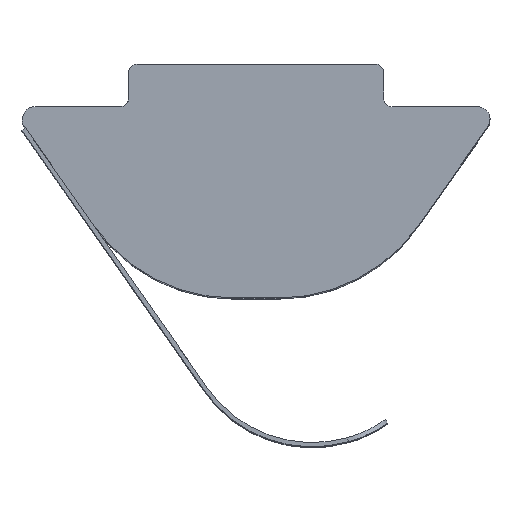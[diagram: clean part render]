
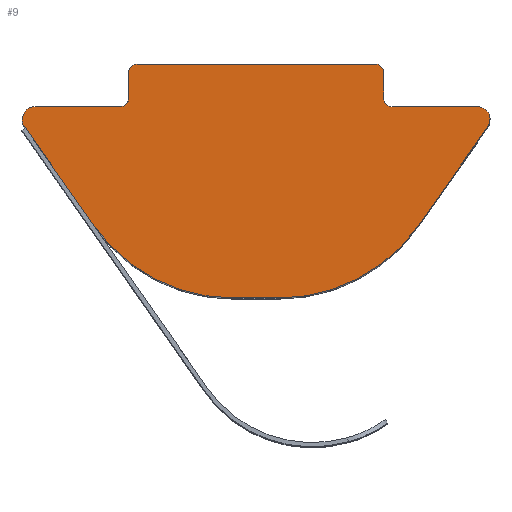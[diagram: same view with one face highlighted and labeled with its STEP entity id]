
A CAD part, top view. The second image highlights one B-rep face of the part: STEP entity #9.
In plain terms, the highlighted planar face has unit normal (0, 0, 1).
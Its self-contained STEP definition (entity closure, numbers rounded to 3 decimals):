
#2 = LINE ( 'NONE', #1602, #1514 ) ;
#8 = ORIENTED_EDGE ( 'NONE', *, *, #1281, .T. ) ;
#9 = ADVANCED_FACE ( 'NONE', ( #665 ), #1601, .T. ) ;
#19 = AXIS2_PLACEMENT_3D ( 'NONE', #1242, #1237, #1234 ) ;
#24 = CARTESIAN_POINT ( 'NONE',  ( -3.2, -1., 8. ) ) ;
#29 = LINE ( 'NONE', #1265, #1541 ) ;
#40 = VERTEX_POINT ( 'NONE', #228 ) ;
#46 = DIRECTION ( 'NONE',  ( 0., -1., 0. ) ) ;
#51 = AXIS2_PLACEMENT_3D ( 'NONE', #579, #1584, #721 ) ;
#78 = AXIS2_PLACEMENT_3D ( 'NONE', #1836, #975, #97 ) ;
#97 = DIRECTION ( 'NONE',  ( 1., 0., 0. ) ) ;
#99 = DIRECTION ( 'NONE',  ( 0., 0., 1. ) ) ;
#114 = VERTEX_POINT ( 'NONE', #1752 ) ;
#126 = VECTOR ( 'NONE', #1118, 1000. ) ;
#143 = CIRCLE ( 'NONE', #272, 0.2 ) ;
#163 = EDGE_CURVE ( 'NONE', #511, #1057, #958, .T. ) ;
#192 = CIRCLE ( 'NONE', #1578, 0.2 ) ;
#196 = VERTEX_POINT ( 'NONE', #1024 ) ;
#228 = CARTESIAN_POINT ( 'NONE',  ( -5.5, -1.3, 8. ) ) ;
#231 = AXIS2_PLACEMENT_3D ( 'NONE', #342, #1363, #491 ) ;
#234 = VECTOR ( 'NONE', #399, 1000. ) ;
#250 = CARTESIAN_POINT ( 'NONE',  ( 3., 0., 8. ) ) ;
#272 = AXIS2_PLACEMENT_3D ( 'NONE', #559, #1563, #700 ) ;
#277 = EDGE_CURVE ( 'NONE', #1389, #1393, #1066, .T. ) ;
#288 = ORIENTED_EDGE ( 'NONE', *, *, #1862, .T. ) ;
#291 = VERTEX_POINT ( 'NONE', #451 ) ;
#304 = AXIS2_PLACEMENT_3D ( 'NONE', #483, #1497, #632 ) ;
#327 = LINE ( 'NONE', #250, #234 ) ;
#342 = CARTESIAN_POINT ( 'NONE',  ( 5.2, -1.3, 8. ) ) ;
#347 = DIRECTION ( 'NONE',  ( -1., 0., 0. ) ) ;
#363 = ORIENTED_EDGE ( 'NONE', *, *, #484, .T. ) ;
#370 = DIRECTION ( 'NONE',  ( 0.574, 0.819, 0. ) ) ;
#382 = DIRECTION ( 'NONE',  ( 1., 0., 0. ) ) ;
#387 = VERTEX_POINT ( 'NONE', #1499 ) ;
#388 = AXIS2_PLACEMENT_3D ( 'NONE', #802, #1808, #949 ) ;
#399 = DIRECTION ( 'NONE',  ( 0., 1., 0. ) ) ;
#419 = VECTOR ( 'NONE', #46, 1000. ) ;
#423 = CARTESIAN_POINT ( 'NONE',  ( 2.8, 0., 8. ) ) ;
#438 = CARTESIAN_POINT ( 'NONE',  ( 3., 0., 8. ) ) ;
#439 = DIRECTION ( 'NONE',  ( -1., 0., 0. ) ) ;
#451 = CARTESIAN_POINT ( 'NONE',  ( 3.2, -1., 8. ) ) ;
#483 = CARTESIAN_POINT ( 'NONE',  ( -5.2, -1.3, 8. ) ) ;
#484 = EDGE_CURVE ( 'NONE', #387, #1389, #1853, .T. ) ;
#491 = DIRECTION ( 'NONE',  ( -1., 0., 0. ) ) ;
#511 = VERTEX_POINT ( 'NONE', #944 ) ;
#518 = DIRECTION ( 'NONE',  ( 0., 0., 1. ) ) ;
#533 = ORIENTED_EDGE ( 'NONE', *, *, #927, .T. ) ;
#536 = CARTESIAN_POINT ( 'NONE',  ( -5.2, -1.3, 8. ) ) ;
#547 = EDGE_CURVE ( 'NONE', #691, #1549, #1814, .T. ) ;
#559 = CARTESIAN_POINT ( 'NONE',  ( 3.2, -0.8, 8. ) ) ;
#579 = CARTESIAN_POINT ( 'NONE',  ( -3.2, -0.8, 8. ) ) ;
#597 = EDGE_LOOP ( 'NONE', ( #1677, #363, #1311, #804, #1026, #1248, #288, #533, #847, #961, #852, #786, #1272, #1147, #1860, #937, #8 ) ) ;
#632 = DIRECTION ( 'NONE',  ( 1., 0., 0. ) ) ;
#634 = EDGE_CURVE ( 'NONE', #1549, #511, #1630, .T. ) ;
#665 = FACE_OUTER_BOUND ( 'NONE', #597, .T. ) ;
#680 = CARTESIAN_POINT ( 'NONE',  ( -3., -0.2, 8. ) ) ;
#681 = LINE ( 'NONE', #1235, #1406 ) ;
#685 = VECTOR ( 'NONE', #347, 1000. ) ;
#691 = VERTEX_POINT ( 'NONE', #1848 ) ;
#693 = EDGE_CURVE ( 'NONE', #1880, #691, #29, .T. ) ;
#700 = DIRECTION ( 'NONE',  ( 1., 0., 0. ) ) ;
#721 = DIRECTION ( 'NONE',  ( 1., 0., 0. ) ) ;
#734 = VERTEX_POINT ( 'NONE', #993 ) ;
#740 = DIRECTION ( 'NONE',  ( 0., 0., 1. ) ) ;
#768 = EDGE_CURVE ( 'NONE', #734, #912, #1062, .T. ) ;
#786 = ORIENTED_EDGE ( 'NONE', *, *, #634, .T. ) ;
#789 = AXIS2_PLACEMENT_3D ( 'NONE', #1388, #518, #1532 ) ;
#802 = CARTESIAN_POINT ( 'NONE',  ( 2.8, -0.2, 8. ) ) ;
#804 = ORIENTED_EDGE ( 'NONE', *, *, #1257, .T. ) ;
#847 = ORIENTED_EDGE ( 'NONE', *, *, #1212, .T. ) ;
#852 = ORIENTED_EDGE ( 'NONE', *, *, #547, .T. ) ;
#902 = VERTEX_POINT ( 'NONE', #1052 ) ;
#912 = VERTEX_POINT ( 'NONE', #24 ) ;
#927 = EDGE_CURVE ( 'NONE', #1271, #40, #1385, .T. ) ;
#928 = CARTESIAN_POINT ( 'NONE',  ( -0.543, -5.5, 8. ) ) ;
#937 = ORIENTED_EDGE ( 'NONE', *, *, #1442, .T. ) ;
#944 = CARTESIAN_POINT ( 'NONE',  ( 0.543, -5.5, 8. ) ) ;
#949 = DIRECTION ( 'NONE',  ( 1., 0., 0. ) ) ;
#958 = CIRCLE ( 'NONE', #19, 4. ) ;
#961 = ORIENTED_EDGE ( 'NONE', *, *, #693, .T. ) ;
#975 = DIRECTION ( 'NONE',  ( 0., 0., 1. ) ) ;
#978 = CARTESIAN_POINT ( 'NONE',  ( -0.543, -5.5, 8. ) ) ;
#979 = CIRCLE ( 'NONE', #78, 0.3 ) ;
#982 = CARTESIAN_POINT ( 'NONE',  ( -2.8, -0.2, 8. ) ) ;
#990 = CARTESIAN_POINT ( 'NONE',  ( -5.2, -1., 8. ) ) ;
#993 = CARTESIAN_POINT ( 'NONE',  ( -3., -0.8, 8. ) ) ;
#1012 = CARTESIAN_POINT ( 'NONE',  ( -2.8, 0., 8. ) ) ;
#1024 = CARTESIAN_POINT ( 'NONE',  ( 3., -0.8, 8. ) ) ;
#1026 = ORIENTED_EDGE ( 'NONE', *, *, #1560, .T. ) ;
#1052 = CARTESIAN_POINT ( 'NONE',  ( 5.446, -1.472, 8. ) ) ;
#1057 = VERTEX_POINT ( 'NONE', #1374 ) ;
#1062 = CIRCLE ( 'NONE', #51, 0.2 ) ;
#1066 = LINE ( 'NONE', #438, #685 ) ;
#1072 = CARTESIAN_POINT ( 'NONE',  ( -3., 0., 8. ) ) ;
#1118 = DIRECTION ( 'NONE',  ( 1., 0., 0. ) ) ;
#1121 = DIRECTION ( 'NONE',  ( 1., 0., 0. ) ) ;
#1146 = CARTESIAN_POINT ( 'NONE',  ( -5.446, -1.472, 8. ) ) ;
#1147 = ORIENTED_EDGE ( 'NONE', *, *, #1170, .T. ) ;
#1170 = EDGE_CURVE ( 'NONE', #1057, #902, #681, .T. ) ;
#1172 = VECTOR ( 'NONE', #1866, 1000. ) ;
#1198 = LINE ( 'NONE', #1072, #419 ) ;
#1212 = EDGE_CURVE ( 'NONE', #40, #1880, #979, .T. ) ;
#1216 = LINE ( 'NONE', #1726, #1172 ) ;
#1233 = VERTEX_POINT ( 'NONE', #680 ) ;
#1234 = DIRECTION ( 'NONE',  ( 1., 0., 0. ) ) ;
#1235 = CARTESIAN_POINT ( 'NONE',  ( 5.446, -1.472, 8. ) ) ;
#1237 = DIRECTION ( 'NONE',  ( 0., 0., 1. ) ) ;
#1242 = CARTESIAN_POINT ( 'NONE',  ( 0.543, -1.5, 8. ) ) ;
#1248 = ORIENTED_EDGE ( 'NONE', *, *, #768, .T. ) ;
#1257 = EDGE_CURVE ( 'NONE', #1393, #1233, #192, .T. ) ;
#1265 = CARTESIAN_POINT ( 'NONE',  ( -5.446, -1.472, 8. ) ) ;
#1271 = VERTEX_POINT ( 'NONE', #990 ) ;
#1272 = ORIENTED_EDGE ( 'NONE', *, *, #163, .T. ) ;
#1281 = EDGE_CURVE ( 'NONE', #291, #196, #143, .T. ) ;
#1311 = ORIENTED_EDGE ( 'NONE', *, *, #277, .T. ) ;
#1363 = DIRECTION ( 'NONE',  ( 0., 0., 1. ) ) ;
#1374 = CARTESIAN_POINT ( 'NONE',  ( 3.82, -3.794, 8. ) ) ;
#1385 = CIRCLE ( 'NONE', #304, 0.3 ) ;
#1388 = CARTESIAN_POINT ( 'NONE',  ( -0.543, -1.5, 8. ) ) ;
#1389 = VERTEX_POINT ( 'NONE', #423 ) ;
#1393 = VERTEX_POINT ( 'NONE', #1012 ) ;
#1406 = VECTOR ( 'NONE', #370, 1000. ) ;
#1420 = DIRECTION ( 'NONE',  ( 0.574, -0.819, 0. ) ) ;
#1435 = AXIS2_PLACEMENT_3D ( 'NONE', #536, #740, #382 ) ;
#1442 = EDGE_CURVE ( 'NONE', #114, #291, #2, .T. ) ;
#1497 = DIRECTION ( 'NONE',  ( 0., 0., 1. ) ) ;
#1499 = CARTESIAN_POINT ( 'NONE',  ( 3., -0.2, 8. ) ) ;
#1514 = VECTOR ( 'NONE', #439, 1000. ) ;
#1532 = DIRECTION ( 'NONE',  ( -1., 0., 0. ) ) ;
#1541 = VECTOR ( 'NONE', #1420, 1000. ) ;
#1549 = VERTEX_POINT ( 'NONE', #928 ) ;
#1552 = EDGE_CURVE ( 'NONE', #902, #114, #1583, .T. ) ;
#1560 = EDGE_CURVE ( 'NONE', #1233, #734, #1198, .T. ) ;
#1563 = DIRECTION ( 'NONE',  ( 0., 0., -1. ) ) ;
#1578 = AXIS2_PLACEMENT_3D ( 'NONE', #982, #99, #1121 ) ;
#1583 = CIRCLE ( 'NONE', #231, 0.3 ) ;
#1584 = DIRECTION ( 'NONE',  ( 0., 0., -1. ) ) ;
#1601 = PLANE ( 'NONE',  #1435 ) ;
#1602 = CARTESIAN_POINT ( 'NONE',  ( 3., -1., 8. ) ) ;
#1630 = LINE ( 'NONE', #978, #126 ) ;
#1677 = ORIENTED_EDGE ( 'NONE', *, *, #1741, .T. ) ;
#1726 = CARTESIAN_POINT ( 'NONE',  ( -3., -1., 8. ) ) ;
#1741 = EDGE_CURVE ( 'NONE', #196, #387, #327, .T. ) ;
#1752 = CARTESIAN_POINT ( 'NONE',  ( 5.2, -1., 8. ) ) ;
#1808 = DIRECTION ( 'NONE',  ( 0., 0., 1. ) ) ;
#1814 = CIRCLE ( 'NONE', #789, 4. ) ;
#1836 = CARTESIAN_POINT ( 'NONE',  ( -5.2, -1.3, 8. ) ) ;
#1848 = CARTESIAN_POINT ( 'NONE',  ( -3.82, -3.794, 8. ) ) ;
#1853 = CIRCLE ( 'NONE', #388, 0.2 ) ;
#1860 = ORIENTED_EDGE ( 'NONE', *, *, #1552, .T. ) ;
#1862 = EDGE_CURVE ( 'NONE', #912, #1271, #1216, .T. ) ;
#1866 = DIRECTION ( 'NONE',  ( -1., 0., 0. ) ) ;
#1880 = VERTEX_POINT ( 'NONE', #1146 ) ;
